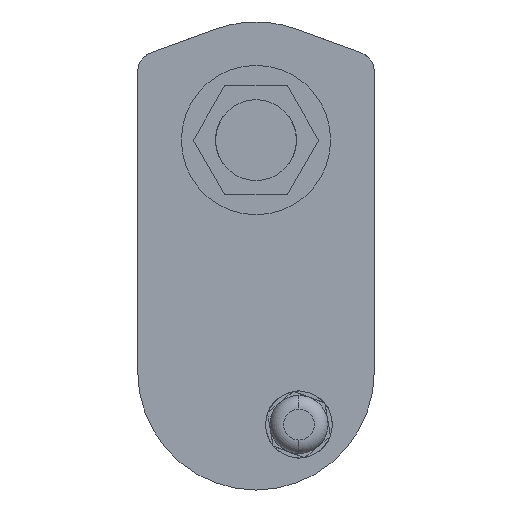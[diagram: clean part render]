
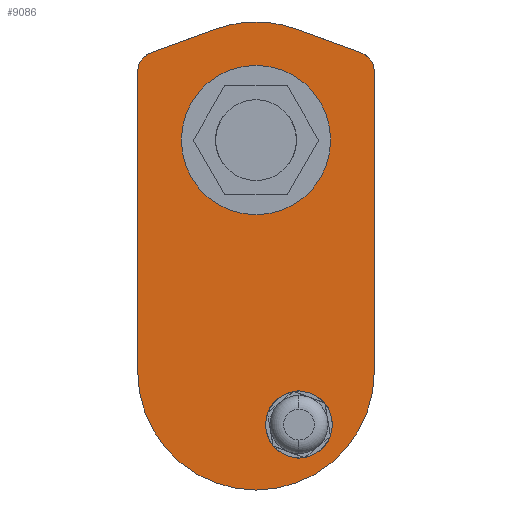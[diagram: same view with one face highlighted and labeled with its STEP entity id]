
A CAD part, front view. The second image highlights one B-rep face of the part: STEP entity #9086.
In plain terms, the highlighted planar face has unit normal (0, -1, 0).
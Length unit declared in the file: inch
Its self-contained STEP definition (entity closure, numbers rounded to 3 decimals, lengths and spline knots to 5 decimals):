
#60 = DIRECTION ( 'NONE',  ( -0.94, 0., -0.342 ) ) ;
#82 = CARTESIAN_POINT ( 'NONE',  ( -0.51218, -4.8965, 1.40719 ) ) ;
#160 = DIRECTION ( 'NONE',  ( 0., 0., -1. ) ) ;
#178 = DIRECTION ( 'NONE',  ( 0., -1., 0. ) ) ;
#229 = CARTESIAN_POINT ( 'NONE',  ( 0., -4.8965, 0. ) ) ;
#245 = LINE ( 'NONE', #484, #14950 ) ;
#411 = VECTOR ( 'NONE', #10625, 39.37008 ) ;
#458 = DIRECTION ( 'NONE',  ( -0.866, 0., 0.5 ) ) ;
#484 = CARTESIAN_POINT ( 'NONE',  ( 0.92, -4.8965, -3.39098 ) ) ;
#628 = CARTESIAN_POINT ( 'NONE',  ( -0.51218, -4.8965, 1.40719 ) ) ;
#767 = LINE ( 'NONE', #10742, #411 ) ;
#795 = EDGE_LOOP ( 'NONE', ( #10510, #13557 ) ) ;
#844 = AXIS2_PLACEMENT_3D ( 'NONE', #13746, #13686, #13647 ) ;
#897 = VERTEX_POINT ( 'NONE', #3768 ) ;
#968 = CIRCLE ( 'NONE', #14817, 0.26035 ) ;
#1020 = DIRECTION ( 'NONE',  ( -0.94, 0., 0.342 ) ) ;
#1209 = CARTESIAN_POINT ( 'NONE',  ( 1.3287, -4.8965, 1.11 ) ) ;
#1250 = EDGE_CURVE ( 'NONE', #11424, #6066, #4564, .T. ) ;
#1426 = FACE_BOUND ( 'NONE', #7764, .T. ) ;
#1451 = ORIENTED_EDGE ( 'NONE', *, *, #9688, .T. ) ;
#1589 = CIRCLE ( 'NONE', #5747, 1.4975 ) ;
#1676 = CARTESIAN_POINT ( 'NONE',  ( 0.92, -4.8965, -3.82399 ) ) ;
#1783 = EDGE_CURVE ( 'NONE', #14549, #9953, #4045, .T. ) ;
#1796 = CIRCLE ( 'NONE', #7346, 1.4975 ) ;
#1868 = DIRECTION ( 'NONE',  ( 0.866, 0., -0.5 ) ) ;
#1875 = EDGE_CURVE ( 'NONE', #2053, #8548, #9790, .T. ) ;
#1895 = CARTESIAN_POINT ( 'NONE',  ( 0.17, -4.8965, -3.82399 ) ) ;
#1963 = VECTOR ( 'NONE', #9873, 39.37008 ) ;
#2053 = VERTEX_POINT ( 'NONE', #10350 ) ;
#2057 = CARTESIAN_POINT ( 'NONE',  ( 1.3287, -4.8965, 1.11 ) ) ;
#2172 = EDGE_CURVE ( 'NONE', #897, #8358, #1589, .T. ) ;
#2211 = DIRECTION ( 'NONE',  ( 0., 0., -1. ) ) ;
#2220 = DIRECTION ( 'NONE',  ( 0., -1., 0. ) ) ;
#2223 = CARTESIAN_POINT ( 'NONE',  ( -1.23965, -4.8965, 0.86535 ) ) ;
#2224 = CARTESIAN_POINT ( 'NONE',  ( 0.17, -4.8965, -3.82399 ) ) ;
#2471 = ORIENTED_EDGE ( 'NONE', *, *, #14369, .F. ) ;
#2526 = CARTESIAN_POINT ( 'NONE',  ( 1.5, -4.8965, -2.9375 ) ) ;
#2815 = ORIENTED_EDGE ( 'NONE', *, *, #14710, .F. ) ;
#3320 = CARTESIAN_POINT ( 'NONE',  ( 0., -4.8965, 1.4975 ) ) ;
#3359 = VERTEX_POINT ( 'NONE', #8131 ) ;
#3699 = VERTEX_POINT ( 'NONE', #4247 ) ;
#3768 = CARTESIAN_POINT ( 'NONE',  ( 0.51218, -4.8965, 1.40719 ) ) ;
#3972 = LINE ( 'NONE', #13717, #13142 ) ;
#4045 = CIRCLE ( 'NONE', #12164, 1.5 ) ;
#4125 = CARTESIAN_POINT ( 'NONE',  ( 0.545, -4.8965, -4.0405 ) ) ;
#4188 = VECTOR ( 'NONE', #12702, 39.37008 ) ;
#4222 = LINE ( 'NONE', #82, #13386 ) ;
#4247 = CARTESIAN_POINT ( 'NONE',  ( -1.5, -4.8965, 0.86535 ) ) ;
#4381 = VERTEX_POINT ( 'NONE', #1676 ) ;
#4397 = ORIENTED_EDGE ( 'NONE', *, *, #10941, .T. ) ;
#4564 = CIRCLE ( 'NONE', #8458, 0.94675 ) ;
#4633 = CARTESIAN_POINT ( 'NONE',  ( 0.92, -4.8965, -3.39098 ) ) ;
#4751 = ORIENTED_EDGE ( 'NONE', *, *, #7255, .T. ) ;
#4920 = VERTEX_POINT ( 'NONE', #628 ) ;
#5068 = EDGE_CURVE ( 'NONE', #4381, #11220, #3972, .T. ) ;
#5081 = ORIENTED_EDGE ( 'NONE', *, *, #13711, .T. ) ;
#5228 = DIRECTION ( 'NONE',  ( 0., 0., -1. ) ) ;
#5326 = VERTEX_POINT ( 'NONE', #14016 ) ;
#5347 = LINE ( 'NONE', #14409, #14493 ) ;
#5747 = AXIS2_PLACEMENT_3D ( 'NONE', #9315, #9295, #9276 ) ;
#6066 = VERTEX_POINT ( 'NONE', #14880 ) ;
#6302 = EDGE_CURVE ( 'NONE', #3359, #10093, #5347, .T. ) ;
#7192 = FACE_OUTER_BOUND ( 'NONE', #14805, .T. ) ;
#7201 = VERTEX_POINT ( 'NONE', #9343 ) ;
#7255 = EDGE_CURVE ( 'NONE', #8548, #897, #10581, .T. ) ;
#7346 = AXIS2_PLACEMENT_3D ( 'NONE', #13120, #13094, #5228 ) ;
#7358 = LINE ( 'NONE', #12706, #4188 ) ;
#7606 = ORIENTED_EDGE ( 'NONE', *, *, #1783, .T. ) ;
#7637 = CIRCLE ( 'NONE', #14659, 0.94675 ) ;
#7764 = EDGE_LOOP ( 'NONE', ( #11575, #14585, #2471, #8787, #11964, #2815 ) ) ;
#8001 = ORIENTED_EDGE ( 'NONE', *, *, #2172, .T. ) ;
#8030 = VECTOR ( 'NONE', #14159, 39.37008 ) ;
#8131 = CARTESIAN_POINT ( 'NONE',  ( 0.17, -4.8965, -3.39098 ) ) ;
#8358 = VERTEX_POINT ( 'NONE', #3320 ) ;
#8458 = AXIS2_PLACEMENT_3D ( 'NONE', #229, #178, #160 ) ;
#8548 = VERTEX_POINT ( 'NONE', #2057 ) ;
#8787 = ORIENTED_EDGE ( 'NONE', *, *, #13339, .F. ) ;
#9086 = ADVANCED_FACE ( 'NONE', ( #13872, #7192, #1426 ), #13759, .T. ) ;
#9268 = EDGE_CURVE ( 'NONE', #9953, #2053, #7358, .T. ) ;
#9276 = DIRECTION ( 'NONE',  ( 0., 0., -1. ) ) ;
#9295 = DIRECTION ( 'NONE',  ( 0., -1., 0. ) ) ;
#9315 = CARTESIAN_POINT ( 'NONE',  ( 0., -4.8965, 0. ) ) ;
#9343 = CARTESIAN_POINT ( 'NONE',  ( 0.545, -4.8965, -3.17447 ) ) ;
#9391 = VERTEX_POINT ( 'NONE', #4125 ) ;
#9688 = EDGE_CURVE ( 'NONE', #5326, #3699, #968, .T. ) ;
#9790 = CIRCLE ( 'NONE', #844, 0.26035 ) ;
#9873 = DIRECTION ( 'NONE',  ( -0.866, 0., -0.5 ) ) ;
#9953 = VERTEX_POINT ( 'NONE', #2526 ) ;
#9998 = CARTESIAN_POINT ( 'NONE',  ( 0.545, -4.8965, -3.17447 ) ) ;
#10093 = VERTEX_POINT ( 'NONE', #2224 ) ;
#10350 = CARTESIAN_POINT ( 'NONE',  ( 1.5, -4.8965, 0.86535 ) ) ;
#10474 = CARTESIAN_POINT ( 'NONE',  ( -1.5, -4.8965, -2.9375 ) ) ;
#10510 = ORIENTED_EDGE ( 'NONE', *, *, #1250, .F. ) ;
#10581 = LINE ( 'NONE', #1209, #13288 ) ;
#10625 = DIRECTION ( 'NONE',  ( 0.866, 0., 0.5 ) ) ;
#10660 = EDGE_CURVE ( 'NONE', #11220, #7201, #245, .T. ) ;
#10742 = CARTESIAN_POINT ( 'NONE',  ( 0.545, -4.8965, -4.0405 ) ) ;
#10876 = ORIENTED_EDGE ( 'NONE', *, *, #9268, .T. ) ;
#10941 = EDGE_CURVE ( 'NONE', #3699, #14549, #11249, .T. ) ;
#10993 = EDGE_CURVE ( 'NONE', #8358, #4920, #1796, .T. ) ;
#11181 = DIRECTION ( 'NONE',  ( 0., 0., -1. ) ) ;
#11183 = DIRECTION ( 'NONE',  ( 0., -1., 0. ) ) ;
#11202 = CARTESIAN_POINT ( 'NONE',  ( 0., -4.8965, 0. ) ) ;
#11220 = VERTEX_POINT ( 'NONE', #4633 ) ;
#11222 = ORIENTED_EDGE ( 'NONE', *, *, #10993, .T. ) ;
#11249 = LINE ( 'NONE', #14318, #8030 ) ;
#11406 = LINE ( 'NONE', #9998, #1963 ) ;
#11424 = VERTEX_POINT ( 'NONE', #13063 ) ;
#11575 = ORIENTED_EDGE ( 'NONE', *, *, #10660, .F. ) ;
#11773 = LINE ( 'NONE', #1895, #14420 ) ;
#11964 = ORIENTED_EDGE ( 'NONE', *, *, #6302, .F. ) ;
#12164 = AXIS2_PLACEMENT_3D ( 'NONE', #14312, #14286, #14268 ) ;
#12362 = AXIS2_PLACEMENT_3D ( 'NONE', #13775, #13791, #13733 ) ;
#12702 = DIRECTION ( 'NONE',  ( 0., 0., 1. ) ) ;
#12706 = CARTESIAN_POINT ( 'NONE',  ( 1.5, -4.8965, -2.9375 ) ) ;
#13063 = CARTESIAN_POINT ( 'NONE',  ( 0., -4.8965, 0.94675 ) ) ;
#13094 = DIRECTION ( 'NONE',  ( 0., -1., 0. ) ) ;
#13120 = CARTESIAN_POINT ( 'NONE',  ( 0., -4.8965, 0. ) ) ;
#13142 = VECTOR ( 'NONE', #13811, 39.37008 ) ;
#13288 = VECTOR ( 'NONE', #1020, 39.37008 ) ;
#13339 = EDGE_CURVE ( 'NONE', #10093, #9391, #11773, .T. ) ;
#13386 = VECTOR ( 'NONE', #60, 39.37008 ) ;
#13557 = ORIENTED_EDGE ( 'NONE', *, *, #14125, .F. ) ;
#13647 = DIRECTION ( 'NONE',  ( 0., 0., -1. ) ) ;
#13686 = DIRECTION ( 'NONE',  ( 0., -1., 0. ) ) ;
#13711 = EDGE_CURVE ( 'NONE', #4920, #5326, #4222, .T. ) ;
#13717 = CARTESIAN_POINT ( 'NONE',  ( 0.92, -4.8965, -3.82399 ) ) ;
#13733 = DIRECTION ( 'NONE',  ( 0., 0., -1. ) ) ;
#13746 = CARTESIAN_POINT ( 'NONE',  ( 1.23965, -4.8965, 0.86535 ) ) ;
#13759 = PLANE ( 'NONE',  #12362 ) ;
#13775 = CARTESIAN_POINT ( 'NONE',  ( -1.23965, -4.8965, 0.86535 ) ) ;
#13791 = DIRECTION ( 'NONE',  ( 0., -1., 0. ) ) ;
#13811 = DIRECTION ( 'NONE',  ( 0., 0., 1. ) ) ;
#13872 = FACE_BOUND ( 'NONE', #795, .T. ) ;
#13893 = ORIENTED_EDGE ( 'NONE', *, *, #1875, .T. ) ;
#14016 = CARTESIAN_POINT ( 'NONE',  ( -1.3287, -4.8965, 1.11 ) ) ;
#14125 = EDGE_CURVE ( 'NONE', #6066, #11424, #7637, .T. ) ;
#14159 = DIRECTION ( 'NONE',  ( 0., 0., -1. ) ) ;
#14268 = DIRECTION ( 'NONE',  ( 0., 0., -1. ) ) ;
#14286 = DIRECTION ( 'NONE',  ( 0., -1., 0. ) ) ;
#14312 = CARTESIAN_POINT ( 'NONE',  ( 0., -4.8965, -2.9375 ) ) ;
#14318 = CARTESIAN_POINT ( 'NONE',  ( -1.5, -4.8965, 0.86535 ) ) ;
#14369 = EDGE_CURVE ( 'NONE', #9391, #4381, #767, .T. ) ;
#14409 = CARTESIAN_POINT ( 'NONE',  ( 0.17, -4.8965, -3.39098 ) ) ;
#14420 = VECTOR ( 'NONE', #1868, 39.37008 ) ;
#14438 = DIRECTION ( 'NONE',  ( 0., 0., -1. ) ) ;
#14493 = VECTOR ( 'NONE', #14438, 39.37008 ) ;
#14549 = VERTEX_POINT ( 'NONE', #10474 ) ;
#14585 = ORIENTED_EDGE ( 'NONE', *, *, #5068, .F. ) ;
#14659 = AXIS2_PLACEMENT_3D ( 'NONE', #11202, #11183, #11181 ) ;
#14710 = EDGE_CURVE ( 'NONE', #7201, #3359, #11406, .T. ) ;
#14805 = EDGE_LOOP ( 'NONE', ( #1451, #4397, #7606, #10876, #13893, #4751, #8001, #11222, #5081 ) ) ;
#14817 = AXIS2_PLACEMENT_3D ( 'NONE', #2223, #2220, #2211 ) ;
#14880 = CARTESIAN_POINT ( 'NONE',  ( 0., -4.8965, -0.94675 ) ) ;
#14950 = VECTOR ( 'NONE', #458, 39.37008 ) ;
